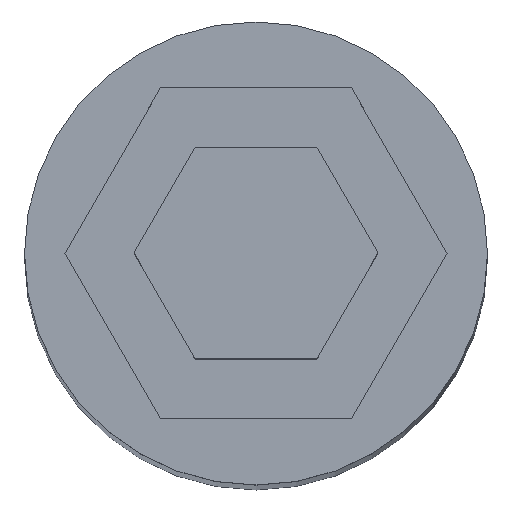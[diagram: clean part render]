
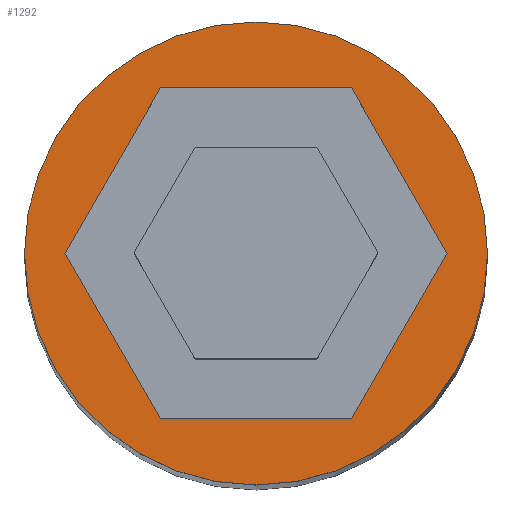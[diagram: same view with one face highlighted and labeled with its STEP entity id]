
A CAD part, top view. The second image highlights one B-rep face of the part: STEP entity #1292.
In plain terms, the highlighted planar face has unit normal (0, 0, 1).
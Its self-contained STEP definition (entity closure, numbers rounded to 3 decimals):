
#46=PLANE($,#1398);
#94=FACE_BOUND($,#223,.T.);
#138=FACE_OUTER_BOUND($,#222,.T.);
#222=EDGE_LOOP($,(#1063));
#223=EDGE_LOOP($,(#1064,#1065,#1066,#1067,#1068,#1069));
#332=LINE($,#1970,#486);
#333=LINE($,#1972,#487);
#334=LINE($,#1974,#488);
#335=LINE($,#1976,#489);
#336=LINE($,#1978,#490);
#337=LINE($,#1979,#491);
#486=VECTOR($,#1620,22.69);
#487=VECTOR($,#1621,22.69);
#488=VECTOR($,#1622,22.69);
#489=VECTOR($,#1623,22.69);
#490=VECTOR($,#1624,22.69);
#491=VECTOR($,#1625,22.69);
#595=CIRCLE($,#1396,27.5);
#654=VERTEX_POINT($,#1963);
#656=VERTEX_POINT($,#1968);
#657=VERTEX_POINT($,#1969);
#658=VERTEX_POINT($,#1971);
#659=VERTEX_POINT($,#1973);
#660=VERTEX_POINT($,#1975);
#661=VERTEX_POINT($,#1977);
#801=EDGE_CURVE($,#654,#654,#595,.T.);
#803=EDGE_CURVE($,#656,#657,#332,.T.);
#804=EDGE_CURVE($,#658,#656,#333,.T.);
#805=EDGE_CURVE($,#659,#658,#334,.T.);
#806=EDGE_CURVE($,#660,#659,#335,.T.);
#807=EDGE_CURVE($,#661,#660,#336,.T.);
#808=EDGE_CURVE($,#657,#661,#337,.T.);
#1063=ORIENTED_EDGE($,*,*,#801,.T.);
#1064=ORIENTED_EDGE($,*,*,#803,.F.);
#1065=ORIENTED_EDGE($,*,*,#804,.F.);
#1066=ORIENTED_EDGE($,*,*,#805,.F.);
#1067=ORIENTED_EDGE($,*,*,#806,.F.);
#1068=ORIENTED_EDGE($,*,*,#807,.F.);
#1069=ORIENTED_EDGE($,*,*,#808,.F.);
#1292=ADVANCED_FACE($,(#138,#94),#46,.T.);
#1396=AXIS2_PLACEMENT_3D($,#1964,#1614,#1615);
#1398=AXIS2_PLACEMENT_3D($,#1967,#1618,#1619);
#1614=DIRECTION('center_axis',(0.,0.,1.));
#1615=DIRECTION('ref_axis',(1.,0.,0.));
#1618=DIRECTION('center_axis',(0.,0.,1.));
#1619=DIRECTION('ref_axis',(1.,0.,0.));
#1620=DIRECTION($,(0.5,-0.866,0.));
#1621=DIRECTION($,(-0.5,-0.866,0.));
#1622=DIRECTION($,(-1.,0.,0.));
#1623=DIRECTION($,(-0.5,0.866,0.));
#1624=DIRECTION($,(0.5,0.866,0.));
#1625=DIRECTION($,(1.,0.,0.));
#1963=CARTESIAN_POINT('',(-72.328,3.873,204.494));
#1964=CARTESIAN_POINT('Origin',(-44.828,3.873,204.494));
#1967=CARTESIAN_POINT('Origin',(-44.828,3.873,204.494));
#1968=CARTESIAN_POINT('',(-67.518,3.873,204.494));
#1969=CARTESIAN_POINT('',(-56.173,-15.777,204.494));
#1970=CARTESIAN_POINT($,(-67.518,3.873,204.494));
#1971=CARTESIAN_POINT('',(-56.173,23.523,204.494));
#1972=CARTESIAN_POINT($,(-56.173,23.523,204.494));
#1973=CARTESIAN_POINT('',(-33.484,23.523,204.494));
#1974=CARTESIAN_POINT($,(-33.484,23.523,204.494));
#1975=CARTESIAN_POINT('',(-22.139,3.873,204.494));
#1976=CARTESIAN_POINT($,(-22.139,3.873,204.494));
#1977=CARTESIAN_POINT('',(-33.484,-15.777,204.494));
#1978=CARTESIAN_POINT($,(-33.484,-15.777,204.494));
#1979=CARTESIAN_POINT($,(-56.173,-15.777,204.494));
